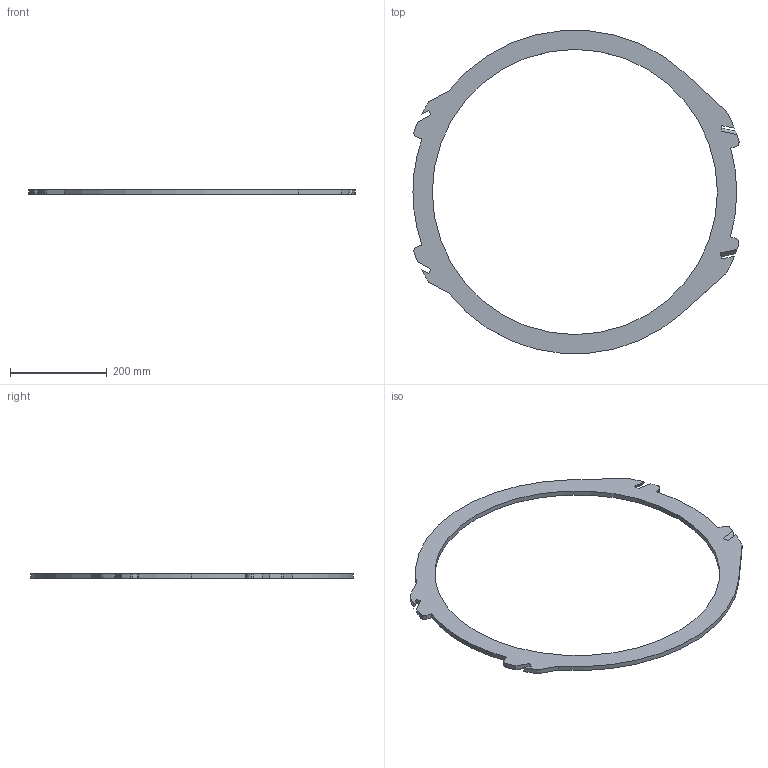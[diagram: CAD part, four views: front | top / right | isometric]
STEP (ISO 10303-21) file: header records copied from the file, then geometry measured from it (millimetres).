
FILE_DESCRIPTION (( 'STEP AP203' ), '1' );
FILE_NAME ('Circular Base layer 2.STEP', '2012-11-06T02:13:06', ( '' ), ( '' ), 'SwSTEP 2.0', 'SolidWorks 2011', '' );
FILE_SCHEMA (( 'CONFIG_CONTROL_DESIGN' ));
Length unit declared in the file: millimetre
Products named in the file (1): Circular Base layer 2
Bounding box: 674.73 x 667.92 x 10 mm (x, y, z)
Volume: 864768.1 mm3; surface area: 215710.2 mm2
Topology: 1 solids, 1 shells, 47 faces, 135 edges, 90 vertices
Faces by surface type: cylinder 24, plane 22, bspline 1
Entity records: 1644 total; most frequent: CARTESIAN_POINT 298, DIRECTION 271, ORIENTED_EDGE 270, EDGE_CURVE 135, AXIS2_PLACEMENT_3D 95, VERTEX_POINT 90, VECTOR 81, LINE 81
